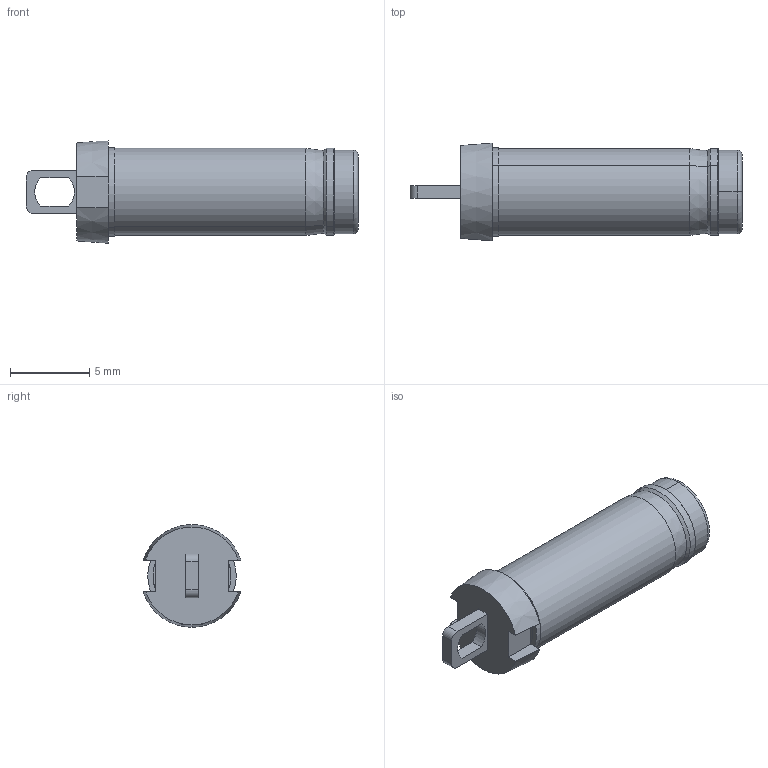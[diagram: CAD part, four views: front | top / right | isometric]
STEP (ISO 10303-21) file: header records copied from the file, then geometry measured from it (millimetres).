
FILE_DESCRIPTION (( 'STEP AP203' ), '1' );
FILE_NAME ('50-00313.step', '2016-09-15T22:38:32', ( '' ), ( '' ), 'SwSTEP 2.0', 'SolidWorks 2015', '' );
FILE_SCHEMA (( 'CONFIG_CONTROL_DESIGN' ));
Length unit declared in the file: millimetre
Products named in the file (4): 50-00313 spring contact; 50-00313 shell; 50-00313; 50-00313 insulator
Assembly tree (3 placements, depth 2):
  50-00313
    50-00313 insulator
    50-00313 shell
    50-00313 spring contact
Bounding box: 21 x 6.18 x 6.49 mm (x, y, z)
Volume: 392.8 mm3; surface area: 1148.5 mm2
Topology: 3 solids, 3 shells, 110 faces, 284 edges, 182 vertices
Faces by surface type: cylinder 50, plane 43, cone 15, torus 2
Entity records: 3802 total; most frequent: DIRECTION 622, CARTESIAN_POINT 612, ORIENTED_EDGE 568, EDGE_CURVE 284, AXIS2_PLACEMENT_3D 232, VERTEX_POINT 182, VECTOR 158, LINE 158
